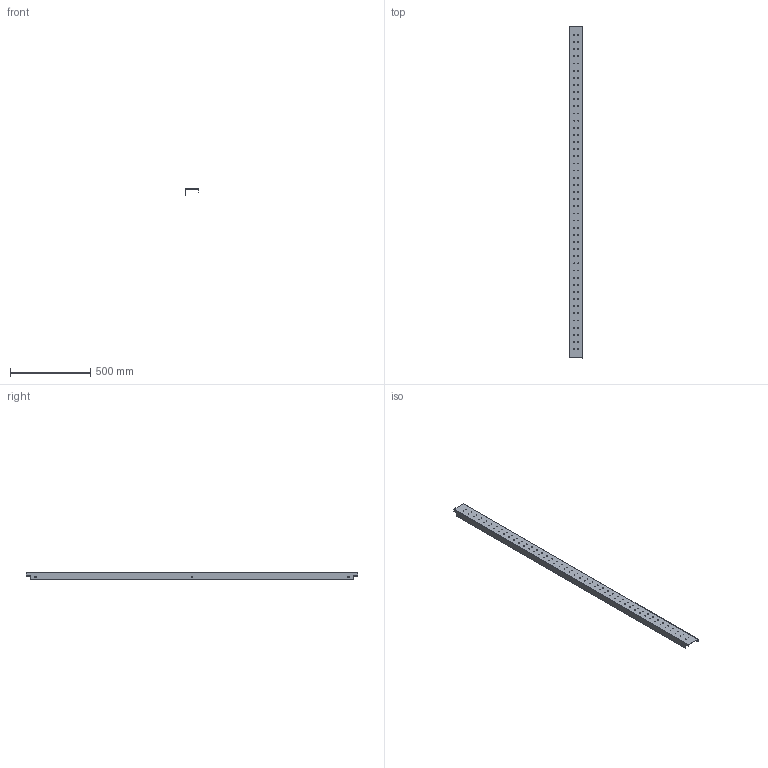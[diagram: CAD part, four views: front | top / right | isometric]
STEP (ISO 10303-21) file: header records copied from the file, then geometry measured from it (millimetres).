
FILE_DESCRIPTION(/* description */ ('This is a sample STEP configuration'),/* implementation_level */ '2;1');
FILE_NAME(/* name */ '19BS9_STEP.stp',/* time_stamp */ '2024-06-07T06:49:37+02:00',/* author */ ('powerJobs'),/* organization */ ('coolOrange'),/* preprocessor_version */ 'ST-DEVELOPER v20',/* originating_system */ 'Autodesk Inventor 2024',/* authorisation */ '');
FILE_SCHEMA (('AUTOMOTIVE_DESIGN { 1 0 10303 214 3 1 1 }'));
Length unit declared in the file: millimetre
Products named in the file (1): 19BS9
Bounding box: 85 x 2067 x 40 mm (x, y, z)
Volume: 576519.2 mm3; surface area: 588338.9 mm2
Topology: 1 solids, 1 shells, 107 faces, 315 edges, 210 vertices
Faces by surface type: cylinder 93, plane 14
Full cylindrical faces by diameter (mm): 5 x90, 8.5 x3
Entity records: 4090 total; most frequent: DIRECTION 717, CARTESIAN_POINT 633, ORIENTED_EDGE 630, EDGE_CURVE 315, AXIS2_PLACEMENT_3D 294, EDGE_LOOP 293, VERTEX_POINT 210, FACE_BOUND 186
